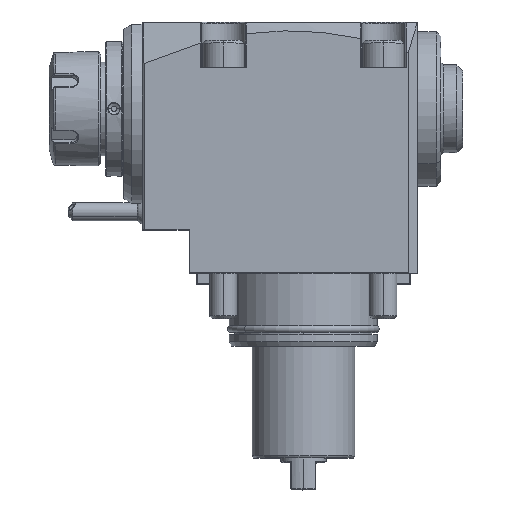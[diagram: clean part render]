
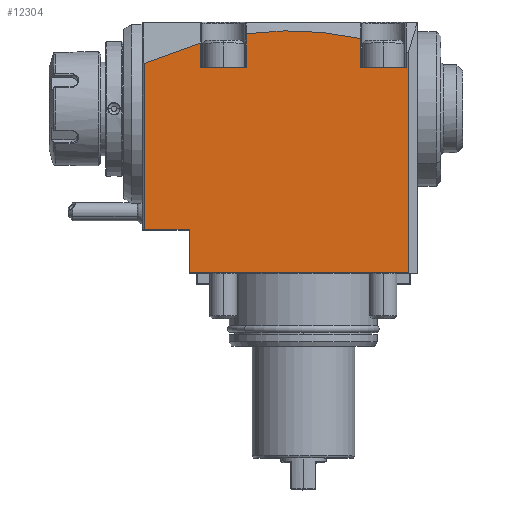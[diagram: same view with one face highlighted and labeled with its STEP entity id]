
A CAD part, top view. The second image highlights one B-rep face of the part: STEP entity #12304.
In plain terms, the highlighted planar face has unit normal (0, 0, 1).
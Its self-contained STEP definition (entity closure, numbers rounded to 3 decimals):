
#2710=CARTESIAN_POINT('',(1.,91.859,47.));
#2715=DIRECTION('',(0.,-1.,0.));
#2716=VECTOR('',#2715,72.859);
#2717=CARTESIAN_POINT('',(1.,91.859,47.));
#2718=LINE('',#2717,#2716);
#2829=DIRECTION('',(-1.,0.,0.));
#2830=VECTOR('',#2829,96.);
#2831=CARTESIAN_POINT('',(116.7,0.,47.));
#2832=LINE('',#2831,#2830);
#2997=DIRECTION('',(0.,-1.,0.));
#2998=VECTOR('',#2997,96.598);
#2999=CARTESIAN_POINT('',(116.7,96.598,47.));
#3000=LINE('',#2999,#2998);
#3001=DIRECTION('',(0.,1.,0.));
#3002=VECTOR('',#3001,19.);
#3003=CARTESIAN_POINT('',(20.7,0.,47.));
#3004=LINE('',#3003,#3002);
#3005=DIRECTION('',(1.,0.,0.));
#3006=VECTOR('',#3005,19.7);
#3007=CARTESIAN_POINT('',(1.,19.,47.));
#3008=LINE('',#3007,#3006);
#3009=CARTESIAN_POINT('',(25.665,100.792,47.));
#3010=CARTESIAN_POINT('',(17.207,98.47,47.));
#3011=CARTESIAN_POINT('',(8.997,95.459,47.));
#3012=CARTESIAN_POINT('',(1.,91.859,47.));
#3014=DIRECTION('',(-0.268,0.963,0.));
#3015=VECTOR('',#3014,0.132);
#3016=CARTESIAN_POINT('',(25.7,100.664,47.));
#3017=LINE('',#3016,#3015);
#3018=DIRECTION('',(0.,1.,0.));
#3019=VECTOR('',#3018,10.664);
#3020=CARTESIAN_POINT('',(25.7,90.,47.));
#3021=LINE('',#3020,#3019);
#3022=DIRECTION('',(0.001,-1.,0.));
#3023=VECTOR('',#3022,14.874);
#3024=CARTESIAN_POINT('',(45.691,104.874,47.));
#3025=LINE('',#3024,#3023);
#3026=CARTESIAN_POINT('',(45.7,104.875,47.));
#3027=CARTESIAN_POINT('',(46.8,105.021,47.));
#3028=CARTESIAN_POINT('',(49.004,105.29,47.));
#3029=CARTESIAN_POINT('',(52.326,105.616,47.));
#3030=CARTESIAN_POINT('',(55.649,105.865,47.));
#3031=CARTESIAN_POINT('',(58.974,106.036,47.));
#3032=CARTESIAN_POINT('',(62.302,106.13,47.));
#3033=CARTESIAN_POINT('',(65.633,106.146,47.));
#3034=CARTESIAN_POINT('',(68.966,106.084,47.));
#3035=CARTESIAN_POINT('',(72.297,105.944,47.));
#3036=CARTESIAN_POINT('',(75.631,105.726,47.));
#3037=CARTESIAN_POINT('',(78.966,105.429,47.));
#3038=CARTESIAN_POINT('',(82.303,105.054,47.));
#3039=CARTESIAN_POINT('',(85.643,104.6,47.));
#3040=CARTESIAN_POINT('',(88.989,104.067,47.));
#3041=CARTESIAN_POINT('',(92.341,103.454,47.));
#3042=CARTESIAN_POINT('',(94.58,102.991,47.));
#3043=CARTESIAN_POINT('',(95.7,102.747,47.));
#3045=DIRECTION('',(0.,1.,0.));
#3046=VECTOR('',#3045,12.747);
#3047=CARTESIAN_POINT('',(95.7,90.,47.));
#3048=LINE('',#3047,#3046);
#3049=DIRECTION('',(0.,-1.,0.));
#3050=VECTOR('',#3049,6.782);
#3051=CARTESIAN_POINT('',(115.7,96.782,47.));
#3052=LINE('',#3051,#3050);
#3053=DIRECTION('',(-0.273,-0.962,0.));
#3054=VECTOR('',#3053,0.17);
#3055=CARTESIAN_POINT('',(115.746,96.945,47.));
#3056=LINE('',#3055,#3054);
#3057=CARTESIAN_POINT('',(115.746,96.945,47.));
#3058=CARTESIAN_POINT('',(116.065,96.83,47.));
#3059=CARTESIAN_POINT('',(116.382,96.715,47.));
#3060=CARTESIAN_POINT('',(116.7,96.598,47.));
#3071=CARTESIAN_POINT('',(116.7,96.598,47.));
#3602=DIRECTION('',(-1.,0.,0.));
#3603=VECTOR('',#3602,20.);
#3604=CARTESIAN_POINT('',(45.7,90.,47.));
#3605=LINE('',#3604,#3603);
#4159=DIRECTION('',(-1.,0.,0.));
#4160=VECTOR('',#4159,20.);
#4161=CARTESIAN_POINT('',(115.7,90.,47.));
#4162=LINE('',#4161,#4160);
#8303=VERTEX_POINT('',#2710);
#8317=VERTEX_POINT('',#3071);
#8332=CARTESIAN_POINT('',(25.7,100.664,47.));
#8333=CARTESIAN_POINT('',(25.665,100.792,47.));
#8334=VERTEX_POINT('',#8332);
#8335=VERTEX_POINT('',#8333);
#8342=CARTESIAN_POINT('',(115.746,96.945,47.));
#8343=VERTEX_POINT('',#8342);
#8346=CARTESIAN_POINT('',(45.691,104.874,47.));
#8347=CARTESIAN_POINT('',(45.7,90.,47.));
#8348=VERTEX_POINT('',#8346);
#8349=VERTEX_POINT('',#8347);
#8374=VERTEX_POINT('',#3043);
#8375=CARTESIAN_POINT('',(115.7,90.,47.));
#8377=VERTEX_POINT('',#8375);
#8386=CARTESIAN_POINT('',(95.7,90.,47.));
#8388=VERTEX_POINT('',#8386);
#8391=CARTESIAN_POINT('',(115.7,96.782,47.));
#8392=VERTEX_POINT('',#8391);
#8395=CARTESIAN_POINT('',(25.7,90.,47.));
#8396=VERTEX_POINT('',#8395);
#9222=CARTESIAN_POINT('',(116.7,0.,47.));
#9223=VERTEX_POINT('',#9222);
#9233=CARTESIAN_POINT('',(20.7,0.,47.));
#9235=VERTEX_POINT('',#9233);
#9236=CARTESIAN_POINT('',(20.7,19.,47.));
#9237=VERTEX_POINT('',#9236);
#9238=CARTESIAN_POINT('',(1.,19.,47.));
#9239=VERTEX_POINT('',#9238);
#12269=CARTESIAN_POINT('',(0.,110.,47.));
#12270=DIRECTION('',(0.,0.,1.));
#12271=DIRECTION('',(0.,-1.,0.));
#12272=AXIS2_PLACEMENT_3D('',#12269,#12270,#12271);
#12273=PLANE('',#12272);
#12275=ORIENTED_EDGE('',*,*,#12274,.T.);
#12276=ORIENTED_EDGE('',*,*,#11975,.T.);
#12277=ORIENTED_EDGE('',*,*,#12262,.T.);
#12278=ORIENTED_EDGE('',*,*,#11892,.F.);
#12279=ORIENTED_EDGE('',*,*,#11878,.F.);
#12281=ORIENTED_EDGE('',*,*,#12280,.F.);
#12283=ORIENTED_EDGE('',*,*,#12282,.F.);
#12285=ORIENTED_EDGE('',*,*,#12284,.F.);
#12287=ORIENTED_EDGE('',*,*,#12286,.F.);
#12289=ORIENTED_EDGE('',*,*,#12288,.F.);
#12291=ORIENTED_EDGE('',*,*,#12290,.T.);
#12293=ORIENTED_EDGE('',*,*,#12292,.F.);
#12295=ORIENTED_EDGE('',*,*,#12294,.F.);
#12297=ORIENTED_EDGE('',*,*,#12296,.F.);
#12299=ORIENTED_EDGE('',*,*,#12298,.F.);
#12301=ORIENTED_EDGE('',*,*,#12300,.T.);
#12302=EDGE_LOOP('',(#12275,#12276,#12277,#12278,#12279,#12281,#12283,#12285,
#12287,#12289,#12291,#12293,#12295,#12297,#12299,#12301));
#12303=FACE_OUTER_BOUND('',#12302,.F.);
#3013=B_SPLINE_CURVE_WITH_KNOTS('',3,(#3009,#3010,#3011,#3012),.UNSPECIFIED.,
.F.,.F.,(4,4),(0.,1.),.UNSPECIFIED.);
#3044=B_SPLINE_CURVE_WITH_KNOTS('',3,(#3026,#3027,#3028,#3029,#3030,#3031,#3032,
#3033,#3034,#3035,#3036,#3037,#3038,#3039,#3040,#3041,#3042,#3043),
.UNSPECIFIED.,.F.,.F.,(4,1,1,1,1,1,1,1,1,1,1,1,1,1,1,4),(0.,0.067,
0.133,0.2,0.267,0.333,0.4,
0.467,0.533,0.6,0.667,0.733,
0.8,0.867,0.933,1.),.UNSPECIFIED.);
#3061=B_SPLINE_CURVE_WITH_KNOTS('',3,(#3057,#3058,#3059,#3060),.UNSPECIFIED.,
.F.,.F.,(4,4),(0.,1.),.UNSPECIFIED.);
#11878=EDGE_CURVE('',#8303,#9239,#2718,.T.);
#11892=EDGE_CURVE('',#9239,#9237,#3008,.T.);
#11975=EDGE_CURVE('',#9223,#9235,#2832,.T.);
#12262=EDGE_CURVE('',#9235,#9237,#3004,.T.);
#12274=EDGE_CURVE('',#8317,#9223,#3000,.T.);
#12280=EDGE_CURVE('',#8335,#8303,#3013,.T.);
#12282=EDGE_CURVE('',#8334,#8335,#3017,.T.);
#12284=EDGE_CURVE('',#8396,#8334,#3021,.T.);
#12286=EDGE_CURVE('',#8349,#8396,#3605,.T.);
#12288=EDGE_CURVE('',#8348,#8349,#3025,.T.);
#12290=EDGE_CURVE('',#8348,#8374,#3044,.T.);
#12292=EDGE_CURVE('',#8388,#8374,#3048,.T.);
#12294=EDGE_CURVE('',#8377,#8388,#4162,.T.);
#12296=EDGE_CURVE('',#8392,#8377,#3052,.T.);
#12298=EDGE_CURVE('',#8343,#8392,#3056,.T.);
#12300=EDGE_CURVE('',#8343,#8317,#3061,.T.);
#12304=ADVANCED_FACE('',(#12303),#12273,.T.);
